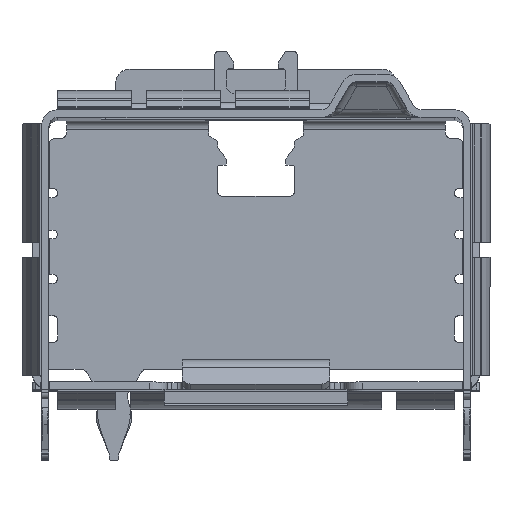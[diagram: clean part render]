
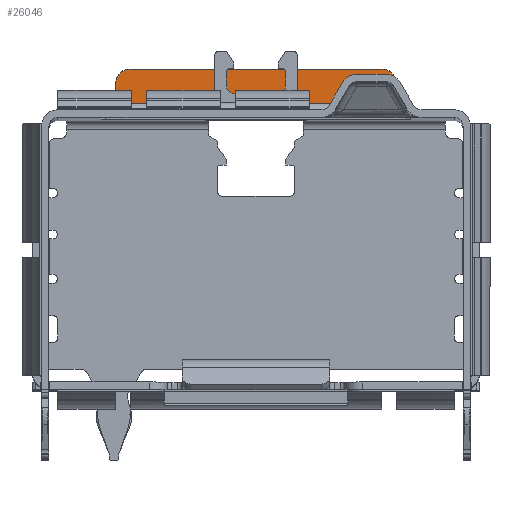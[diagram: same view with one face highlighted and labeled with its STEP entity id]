
A CAD part, top view. The second image highlights one B-rep face of the part: STEP entity #26046.
In plain terms, the highlighted planar face has unit normal (0, 0, 1).
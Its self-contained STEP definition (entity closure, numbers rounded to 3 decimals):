
#1066 = DIRECTION ( 'NONE',  ( -1., 0., 0. ) ) ;
#1396 = ORIENTED_EDGE ( 'NONE', *, *, #28004, .F. ) ;
#1678 = AXIS2_PLACEMENT_3D ( 'NONE', #3881, #48212, #48032 ) ;
#2147 = DIRECTION ( 'NONE',  ( 1., 0., 0. ) ) ;
#2594 = EDGE_CURVE ( 'NONE', #13102, #49205, #32511, .T. ) ;
#3350 = CIRCLE ( 'NONE', #27446, 0.15 ) ;
#3881 = CARTESIAN_POINT ( 'NONE',  ( 4.25, 10.65, -12.45 ) ) ;
#5693 = LINE ( 'NONE', #57687, #40663 ) ;
#6840 = CARTESIAN_POINT ( 'NONE',  ( 1.7, 10., -12.45 ) ) ;
#8339 = CARTESIAN_POINT ( 'NONE',  ( -4.25, 10.65, -12.45 ) ) ;
#8409 = VERTEX_POINT ( 'NONE', #52744 ) ;
#8678 = ORIENTED_EDGE ( 'NONE', *, *, #44133, .T. ) ;
#8908 = VECTOR ( 'NONE', #1066, 1000. ) ;
#9260 = CARTESIAN_POINT ( 'NONE',  ( 1.55, 10.15, -12.45 ) ) ;
#9981 = EDGE_CURVE ( 'NONE', #19492, #22472, #10035, .T. ) ;
#10035 = LINE ( 'NONE', #11785, #21892 ) ;
#10473 = CARTESIAN_POINT ( 'NONE',  ( 4.75, 10., -12.45 ) ) ;
#10601 = VERTEX_POINT ( 'NONE', #49581 ) ;
#11785 = CARTESIAN_POINT ( 'NONE',  ( 4.75, 11.15, -12.45 ) ) ;
#12548 = CIRCLE ( 'NONE', #1678, 0.5 ) ;
#12616 = CARTESIAN_POINT ( 'NONE',  ( -1.55, 10., -12.45 ) ) ;
#13102 = VERTEX_POINT ( 'NONE', #48967 ) ;
#15060 = CARTESIAN_POINT ( 'NONE',  ( 4.25, 11.15, -12.45 ) ) ;
#15732 = EDGE_CURVE ( 'NONE', #49205, #26287, #57811, .T. ) ;
#16001 = EDGE_CURVE ( 'NONE', #10601, #57756, #46686, .T. ) ;
#16041 = CARTESIAN_POINT ( 'NONE',  ( 1.55, 10., -12.45 ) ) ;
#16523 = DIRECTION ( 'NONE',  ( 0., 0., -1. ) ) ;
#17314 = LINE ( 'NONE', #19152, #8908 ) ;
#18854 = EDGE_CURVE ( 'NONE', #27010, #8409, #28863, .T. ) ;
#19152 = CARTESIAN_POINT ( 'NONE',  ( 4.75, 10., -12.45 ) ) ;
#19492 = VERTEX_POINT ( 'NONE', #15060 ) ;
#20349 = AXIS2_PLACEMENT_3D ( 'NONE', #8339, #43685, #39613 ) ;
#20705 = VECTOR ( 'NONE', #2147, 1000. ) ;
#21892 = VECTOR ( 'NONE', #24872, 1000. ) ;
#21929 = DIRECTION ( 'NONE',  ( 0., -1., 0. ) ) ;
#22472 = VERTEX_POINT ( 'NONE', #55017 ) ;
#24872 = DIRECTION ( 'NONE',  ( -1., 0., 0. ) ) ;
#25833 = AXIS2_PLACEMENT_3D ( 'NONE', #10473, #54628, #46060 ) ;
#25959 = CARTESIAN_POINT ( 'NONE',  ( -1.55, 10.15, -12.45 ) ) ;
#26046 = ADVANCED_FACE ( 'NONE', ( #54123 ), #32170, .F. ) ;
#26287 = VERTEX_POINT ( 'NONE', #9260 ) ;
#27010 = VERTEX_POINT ( 'NONE', #53727 ) ;
#27111 = ORIENTED_EDGE ( 'NONE', *, *, #18854, .F. ) ;
#27446 = AXIS2_PLACEMENT_3D ( 'NONE', #16041, #56290, #46564 ) ;
#28004 = EDGE_CURVE ( 'NONE', #13102, #57756, #5693, .T. ) ;
#28429 = ORIENTED_EDGE ( 'NONE', *, *, #42225, .T. ) ;
#28863 = LINE ( 'NONE', #44236, #35878 ) ;
#30166 = DIRECTION ( 'NONE',  ( 0., 1., 0. ) ) ;
#31908 = VECTOR ( 'NONE', #55381, 1000. ) ;
#32170 = PLANE ( 'NONE',  #25833 ) ;
#32511 = CIRCLE ( 'NONE', #52015, 0.15 ) ;
#35878 = VECTOR ( 'NONE', #21929, 1000. ) ;
#37017 = CARTESIAN_POINT ( 'NONE',  ( -4.75, 10., -12.45 ) ) ;
#38014 = ORIENTED_EDGE ( 'NONE', *, *, #9981, .T. ) ;
#38659 = ORIENTED_EDGE ( 'NONE', *, *, #15732, .T. ) ;
#38881 = EDGE_LOOP ( 'NONE', ( #27111, #28429, #38014, #8678, #45581, #1396, #39655, #38659, #49983, #43002 ) ) ;
#39613 = DIRECTION ( 'NONE',  ( 0., 1., 0. ) ) ;
#39655 = ORIENTED_EDGE ( 'NONE', *, *, #2594, .T. ) ;
#40663 = VECTOR ( 'NONE', #53191, 1000. ) ;
#42051 = VERTEX_POINT ( 'NONE', #6840 ) ;
#42225 = EDGE_CURVE ( 'NONE', #27010, #19492, #12548, .T. ) ;
#43002 = ORIENTED_EDGE ( 'NONE', *, *, #43059, .F. ) ;
#43059 = EDGE_CURVE ( 'NONE', #8409, #42051, #17314, .T. ) ;
#43144 = EDGE_CURVE ( 'NONE', #26287, #42051, #3350, .T. ) ;
#43685 = DIRECTION ( 'NONE',  ( 0., 0., 1. ) ) ;
#44133 = EDGE_CURVE ( 'NONE', #22472, #10601, #54234, .T. ) ;
#44236 = CARTESIAN_POINT ( 'NONE',  ( 4.75, 10., -12.45 ) ) ;
#45581 = ORIENTED_EDGE ( 'NONE', *, *, #16001, .T. ) ;
#46060 = DIRECTION ( 'NONE',  ( 0., 1., 0. ) ) ;
#46564 = DIRECTION ( 'NONE',  ( 0., 1., 0. ) ) ;
#46686 = LINE ( 'NONE', #37017, #31908 ) ;
#48032 = DIRECTION ( 'NONE',  ( 0., 1., 0. ) ) ;
#48212 = DIRECTION ( 'NONE',  ( 0., 0., 1. ) ) ;
#48967 = CARTESIAN_POINT ( 'NONE',  ( -1.7, 10., -12.45 ) ) ;
#49205 = VERTEX_POINT ( 'NONE', #25959 ) ;
#49581 = CARTESIAN_POINT ( 'NONE',  ( -4.75, 10.65, -12.45 ) ) ;
#49983 = ORIENTED_EDGE ( 'NONE', *, *, #43144, .T. ) ;
#51818 = CARTESIAN_POINT ( 'NONE',  ( -4.75, 10., -12.45 ) ) ;
#52015 = AXIS2_PLACEMENT_3D ( 'NONE', #12616, #16523, #30166 ) ;
#52744 = CARTESIAN_POINT ( 'NONE',  ( 4.75, 10., -12.45 ) ) ;
#53191 = DIRECTION ( 'NONE',  ( -1., 0., 0. ) ) ;
#53727 = CARTESIAN_POINT ( 'NONE',  ( 4.75, 10.65, -12.45 ) ) ;
#54123 = FACE_OUTER_BOUND ( 'NONE', #38881, .T. ) ;
#54234 = CIRCLE ( 'NONE', #20349, 0.5 ) ;
#54628 = DIRECTION ( 'NONE',  ( 0., 0., -1. ) ) ;
#55017 = CARTESIAN_POINT ( 'NONE',  ( -4.25, 11.15, -12.45 ) ) ;
#55381 = DIRECTION ( 'NONE',  ( 0., -1., 0. ) ) ;
#56290 = DIRECTION ( 'NONE',  ( 0., 0., -1. ) ) ;
#56790 = CARTESIAN_POINT ( 'NONE',  ( 4.75, 10.15, -12.45 ) ) ;
#57687 = CARTESIAN_POINT ( 'NONE',  ( 4.75, 10., -12.45 ) ) ;
#57756 = VERTEX_POINT ( 'NONE', #51818 ) ;
#57811 = LINE ( 'NONE', #56790, #20705 ) ;
